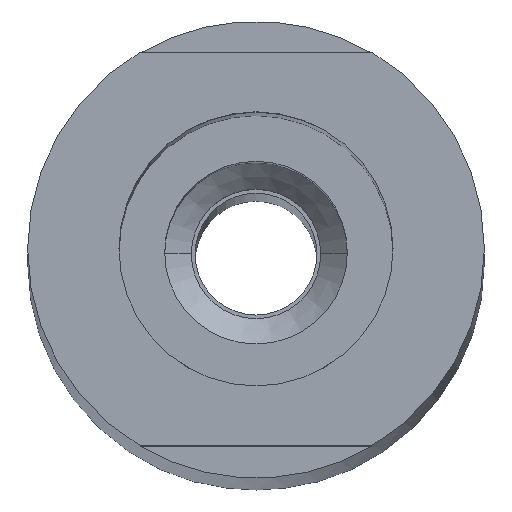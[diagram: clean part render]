
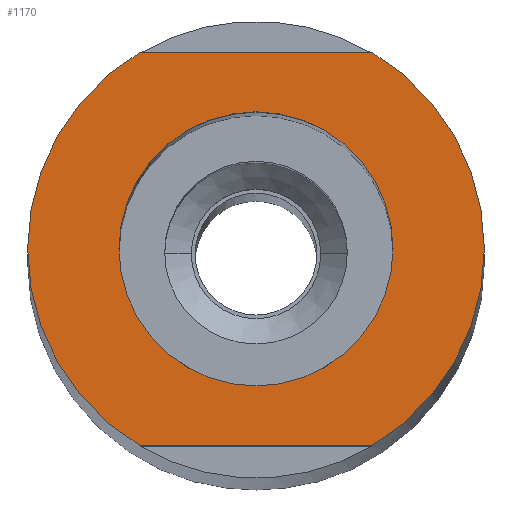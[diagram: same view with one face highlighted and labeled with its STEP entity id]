
A CAD part, top view. The second image highlights one B-rep face of the part: STEP entity #1170.
In plain terms, the highlighted planar face has unit normal (0, 0, 1).
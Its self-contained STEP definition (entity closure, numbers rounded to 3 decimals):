
#15 = CARTESIAN_POINT ( 'NONE',  ( 0., 0., 500. ) ) ;
#21 = CARTESIAN_POINT ( 'NONE',  ( 0., 0., 500. ) ) ;
#29 = DIRECTION ( 'NONE',  ( 0., 0., 1. ) ) ;
#36 = DIRECTION ( 'NONE',  ( 0., 0., 1. ) ) ;
#59 = AXIS2_PLACEMENT_3D ( 'NONE', #15, #36, #519 ) ;
#63 = ORIENTED_EDGE ( 'NONE', *, *, #68, .T. ) ;
#68 = EDGE_CURVE ( 'NONE', #862, #246, #312, .T. ) ;
#94 = CARTESIAN_POINT ( 'NONE',  ( -7.618, -12.922, 500. ) ) ;
#105 = DIRECTION ( 'NONE',  ( 1., 0., 0. ) ) ;
#144 = AXIS2_PLACEMENT_3D ( 'NONE', #495, #1438, #1069 ) ;
#157 = CARTESIAN_POINT ( 'NONE',  ( 7.618, 12.922, 500. ) ) ;
#200 = AXIS2_PLACEMENT_3D ( 'NONE', #926, #1260, #1140 ) ;
#221 = PLANE ( 'NONE',  #693 ) ;
#228 = CARTESIAN_POINT ( 'NONE',  ( -7.618, 12.922, 500. ) ) ;
#233 = CARTESIAN_POINT ( 'NONE',  ( -15., 0., 500. ) ) ;
#237 = CARTESIAN_POINT ( 'NONE',  ( 9., 0., 500. ) ) ;
#246 = VERTEX_POINT ( 'NONE', #290 ) ;
#265 = CIRCLE ( 'NONE', #1027, 15. ) ;
#290 = CARTESIAN_POINT ( 'NONE',  ( 7.618, -12.922, 500. ) ) ;
#305 = EDGE_LOOP ( 'NONE', ( #1090, #1428, #63, #1333, #1392, #1468 ) ) ;
#312 = LINE ( 'NONE', #907, #522 ) ;
#363 = VERTEX_POINT ( 'NONE', #157 ) ;
#378 = AXIS2_PLACEMENT_3D ( 'NONE', #666, #896, #675 ) ;
#458 = EDGE_CURVE ( 'NONE', #246, #1415, #474, .T. ) ;
#474 = CIRCLE ( 'NONE', #378, 15. ) ;
#486 = EDGE_CURVE ( 'NONE', #1146, #1199, #265, .T. ) ;
#495 = CARTESIAN_POINT ( 'NONE',  ( 0., 0., 500. ) ) ;
#501 = CIRCLE ( 'NONE', #200, 15. ) ;
#516 = VERTEX_POINT ( 'NONE', #237 ) ;
#519 = DIRECTION ( 'NONE',  ( 1., 0., 0. ) ) ;
#522 = VECTOR ( 'NONE', #1250, 1000. ) ;
#558 = DIRECTION ( 'NONE',  ( 0., 0., 1. ) ) ;
#572 = ORIENTED_EDGE ( 'NONE', *, *, #654, .F. ) ;
#597 = VERTEX_POINT ( 'NONE', #1163 ) ;
#646 = CIRCLE ( 'NONE', #1112, 15. ) ;
#654 = EDGE_CURVE ( 'NONE', #516, #597, #1294, .T. ) ;
#660 = CARTESIAN_POINT ( 'NONE',  ( 0., 0., 500. ) ) ;
#666 = CARTESIAN_POINT ( 'NONE',  ( 0., 0., 500. ) ) ;
#675 = DIRECTION ( 'NONE',  ( 1., 0., 0. ) ) ;
#681 = CARTESIAN_POINT ( 'NONE',  ( 0., 12.922, 500. ) ) ;
#693 = AXIS2_PLACEMENT_3D ( 'NONE', #21, #558, #1365 ) ;
#763 = ORIENTED_EDGE ( 'NONE', *, *, #1251, .F. ) ;
#770 = CIRCLE ( 'NONE', #59, 9. ) ;
#800 = DIRECTION ( 'NONE',  ( 1., 0., 0. ) ) ;
#862 = VERTEX_POINT ( 'NONE', #94 ) ;
#896 = DIRECTION ( 'NONE',  ( 0., 0., 1. ) ) ;
#907 = CARTESIAN_POINT ( 'NONE',  ( 0., -12.922, 500. ) ) ;
#911 = EDGE_CURVE ( 'NONE', #1199, #862, #646, .T. ) ;
#926 = CARTESIAN_POINT ( 'NONE',  ( 0., 0., 500. ) ) ;
#927 = LINE ( 'NONE', #681, #1031 ) ;
#941 = CARTESIAN_POINT ( 'NONE',  ( 0., 0., 500. ) ) ;
#942 = EDGE_CURVE ( 'NONE', #1146, #363, #927, .T. ) ;
#1008 = DIRECTION ( 'NONE',  ( 0., 0., 1. ) ) ;
#1027 = AXIS2_PLACEMENT_3D ( 'NONE', #660, #1008, #105 ) ;
#1031 = VECTOR ( 'NONE', #1367, 1000. ) ;
#1055 = EDGE_LOOP ( 'NONE', ( #572, #763 ) ) ;
#1069 = DIRECTION ( 'NONE',  ( 1., 0., 0. ) ) ;
#1090 = ORIENTED_EDGE ( 'NONE', *, *, #486, .T. ) ;
#1112 = AXIS2_PLACEMENT_3D ( 'NONE', #941, #29, #800 ) ;
#1140 = DIRECTION ( 'NONE',  ( 1., 0., 0. ) ) ;
#1145 = EDGE_CURVE ( 'NONE', #1415, #363, #501, .T. ) ;
#1146 = VERTEX_POINT ( 'NONE', #228 ) ;
#1163 = CARTESIAN_POINT ( 'NONE',  ( -9., 0., 500. ) ) ;
#1170 = ADVANCED_FACE ( 'NONE', ( #1397, #1275 ), #221, .T. ) ;
#1199 = VERTEX_POINT ( 'NONE', #233 ) ;
#1250 = DIRECTION ( 'NONE',  ( 1., 0., 0. ) ) ;
#1251 = EDGE_CURVE ( 'NONE', #597, #516, #770, .T. ) ;
#1260 = DIRECTION ( 'NONE',  ( 0., 0., 1. ) ) ;
#1275 = FACE_OUTER_BOUND ( 'NONE', #305, .T. ) ;
#1294 = CIRCLE ( 'NONE', #144, 9. ) ;
#1333 = ORIENTED_EDGE ( 'NONE', *, *, #458, .T. ) ;
#1365 = DIRECTION ( 'NONE',  ( 1., 0., 0. ) ) ;
#1367 = DIRECTION ( 'NONE',  ( 1., 0., 0. ) ) ;
#1392 = ORIENTED_EDGE ( 'NONE', *, *, #1145, .T. ) ;
#1397 = FACE_BOUND ( 'NONE', #1055, .T. ) ;
#1405 = CARTESIAN_POINT ( 'NONE',  ( 15., 0., 500. ) ) ;
#1415 = VERTEX_POINT ( 'NONE', #1405 ) ;
#1428 = ORIENTED_EDGE ( 'NONE', *, *, #911, .T. ) ;
#1438 = DIRECTION ( 'NONE',  ( 0., 0., 1. ) ) ;
#1468 = ORIENTED_EDGE ( 'NONE', *, *, #942, .F. ) ;
